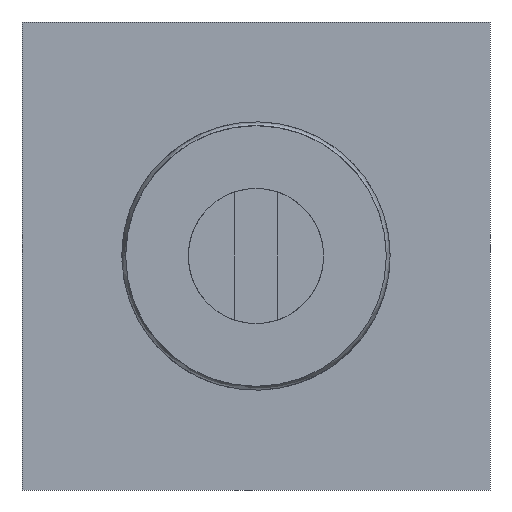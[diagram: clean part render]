
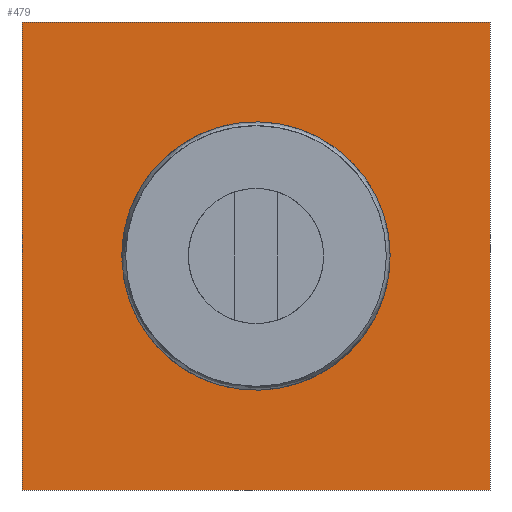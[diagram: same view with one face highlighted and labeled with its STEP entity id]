
A CAD part, front view. The second image highlights one B-rep face of the part: STEP entity #479.
In plain terms, the highlighted planar face has unit normal (0, -1, 0).
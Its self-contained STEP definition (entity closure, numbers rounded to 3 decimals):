
#33=FACE_BOUND('',#98,.T.);
#61=FACE_OUTER_BOUND('',#97,.T.);
#97=EDGE_LOOP('',(#429,#430,#431,#432));
#98=EDGE_LOOP('',(#433));
#123=CIRCLE('',#544,2.196);
#152=LINE('',#1364,#183);
#156=LINE('',#1372,#187);
#159=LINE('',#1378,#190);
#162=LINE('',#1383,#193);
#183=VECTOR('',#664,10.);
#187=VECTOR('',#670,10.);
#190=VECTOR('',#675,10.);
#193=VECTOR('',#680,10.);
#230=VERTEX_POINT('',#1358);
#231=VERTEX_POINT('',#1362);
#232=VERTEX_POINT('',#1363);
#235=VERTEX_POINT('',#1371);
#237=VERTEX_POINT('',#1377);
#291=EDGE_CURVE('',#230,#230,#123,.T.);
#292=EDGE_CURVE('',#231,#232,#152,.T.);
#296=EDGE_CURVE('',#235,#231,#156,.T.);
#299=EDGE_CURVE('',#237,#235,#159,.T.);
#302=EDGE_CURVE('',#232,#237,#162,.T.);
#429=ORIENTED_EDGE('',*,*,#302,.F.);
#430=ORIENTED_EDGE('',*,*,#292,.F.);
#431=ORIENTED_EDGE('',*,*,#296,.F.);
#432=ORIENTED_EDGE('',*,*,#299,.F.);
#433=ORIENTED_EDGE('',*,*,#291,.T.);
#451=PLANE('',#550);
#479=ADVANCED_FACE('',(#61,#33),#451,.F.);
#544=AXIS2_PLACEMENT_3D('',#1360,#660,#661);
#550=AXIS2_PLACEMENT_3D('',#1386,#684,#685);
#660=DIRECTION('center_axis',(0.,1.,0.));
#661=DIRECTION('ref_axis',(-1.,0.,0.));
#664=DIRECTION('',(0.,0.,-1.));
#670=DIRECTION('',(1.,0.,0.));
#675=DIRECTION('',(0.,0.,1.));
#680=DIRECTION('',(-1.,0.,0.));
#684=DIRECTION('center_axis',(0.,1.,0.));
#685=DIRECTION('ref_axis',(0.,0.,1.));
#1358=CARTESIAN_POINT('',(2.196,0.,0.));
#1360=CARTESIAN_POINT('Origin',(0.,0.,0.));
#1362=CARTESIAN_POINT('',(7.6,0.,7.6));
#1363=CARTESIAN_POINT('',(7.6,0.,-7.6));
#1364=CARTESIAN_POINT('',(7.6,0.,7.6));
#1371=CARTESIAN_POINT('',(-7.6,0.,7.6));
#1372=CARTESIAN_POINT('',(-7.6,0.,7.6));
#1377=CARTESIAN_POINT('',(-7.6,0.,-7.6));
#1378=CARTESIAN_POINT('',(-7.6,0.,-7.6));
#1383=CARTESIAN_POINT('',(7.6,0.,-7.6));
#1386=CARTESIAN_POINT('Origin',(0.,0.,0.));
